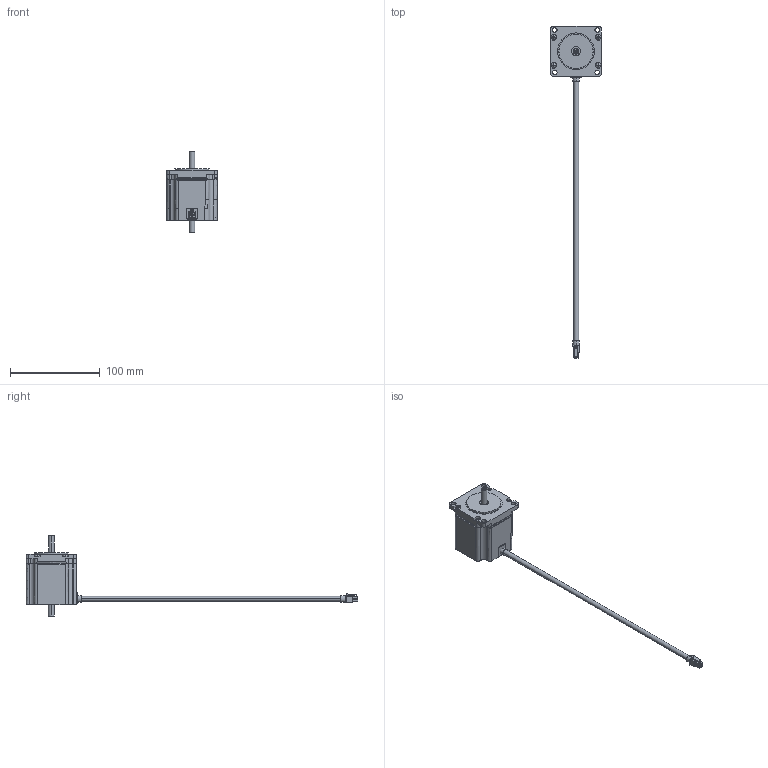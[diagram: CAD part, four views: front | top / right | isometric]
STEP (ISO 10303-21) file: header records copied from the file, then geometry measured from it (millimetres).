
FILE_DESCRIPTION (( 'STEP AP214' ), '1' );
FILE_NAME ('STP-MTR-23055D.STEP', '2018-08-16T15:51:27', ( '' ), ( '' ), 'SwSTEP 2.0', 'SolidWorks 2017', '' );
FILE_SCHEMA (( 'AUTOMOTIVE_DESIGN' ));
Length unit declared in the file: inch
Products named in the file (1): STP-MTR-23055D
Bounding box: 56.06 x 368.88 x 89.98 mm (x, y, z)
Volume: 149688.1 mm3; surface area: 34158.2 mm2
Topology: 4 solids, 14 shells, 484 faces, 1237 edges, 810 vertices
Faces by surface type: plane 325, cylinder 110, cone 21, bspline 20, torus 8
Entity records: 21796 total; most frequent: CARTESIAN_POINT 3781, ORIENTED_EDGE 2466, DIRECTION 2311, EDGE_CURVE 1233, VECTOR 815, LINE 815, VERTEX_POINT 810, AXIS2_PLACEMENT_3D 748
